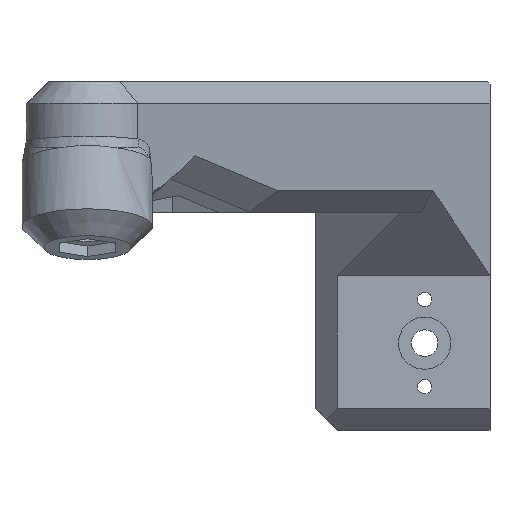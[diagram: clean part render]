
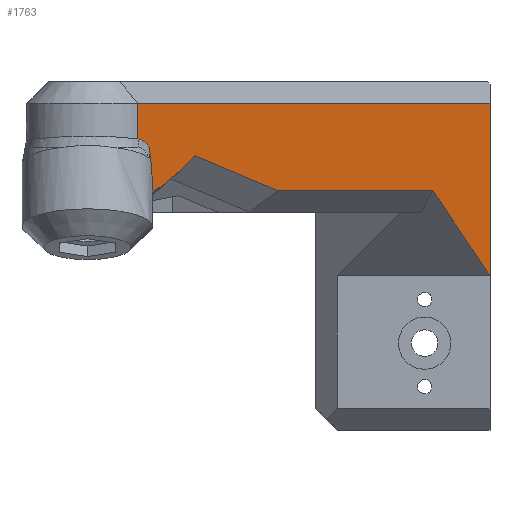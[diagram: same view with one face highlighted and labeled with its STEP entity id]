
A CAD part, left-side view. The second image highlights one B-rep face of the part: STEP entity #1763.
In plain terms, the highlighted planar face has unit normal (-0.558, -0.83, 0).
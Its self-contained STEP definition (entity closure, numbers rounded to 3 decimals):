
#29=(
BOUNDED_CURVE()
B_SPLINE_CURVE(2,(#2800,#2801,#2802),.UNSPECIFIED.,.F.,.F.)
B_SPLINE_CURVE_WITH_KNOTS((3,3),(2.283,4.297),
 .UNSPECIFIED.)
CURVE()
GEOMETRIC_REPRESENTATION_ITEM()
RATIONAL_B_SPLINE_CURVE((2.092,2.477,2.693))
REPRESENTATION_ITEM('')
);
#30=(
BOUNDED_CURVE()
B_SPLINE_CURVE(2,(#2803,#2804,#2805),.UNSPECIFIED.,.F.,.F.)
B_SPLINE_CURVE_WITH_KNOTS((3,3),(-2.283,-1.591),
 .UNSPECIFIED.)
CURVE()
GEOMETRIC_REPRESENTATION_ITEM()
RATIONAL_B_SPLINE_CURVE((2.092,1.959,1.807))
REPRESENTATION_ITEM('')
);
#36=ELLIPSE('',#1883,98.476,15.);
#51=B_SPLINE_CURVE_WITH_KNOTS('',3,(#2720,#2721,#2722,#2723,#2724),
 .UNSPECIFIED.,.F.,.F.,(4,1,4),(-0.51,-0.288,0.),
 .UNSPECIFIED.);
#134=FACE_OUTER_BOUND('',#226,.T.);
#226=EDGE_LOOP('',(#1243,#1244,#1245,#1246,#1247,#1248,#1249,#1250,#1251,
#1252));
#351=LINE('',#2782,#550);
#356=LINE('',#2794,#555);
#358=LINE('',#2807,#557);
#359=LINE('',#2809,#558);
#360=LINE('',#2811,#559);
#361=LINE('',#2812,#560);
#550=VECTOR('',#2068,10.);
#555=VECTOR('',#2077,10.);
#557=VECTOR('',#2083,10.);
#558=VECTOR('',#2084,10.);
#559=VECTOR('',#2085,10.);
#560=VECTOR('',#2086,10.);
#740=VERTEX_POINT('',#2663);
#742=VERTEX_POINT('',#2705);
#759=VERTEX_POINT('',#2780);
#760=VERTEX_POINT('',#2781);
#765=VERTEX_POINT('',#2792);
#766=VERTEX_POINT('',#2797);
#767=VERTEX_POINT('',#2799);
#768=VERTEX_POINT('',#2806);
#769=VERTEX_POINT('',#2808);
#770=VERTEX_POINT('',#2810);
#924=EDGE_CURVE('',#742,#740,#51,.T.);
#948=EDGE_CURVE('',#759,#760,#351,.T.);
#954=EDGE_CURVE('',#765,#759,#356,.T.);
#956=EDGE_CURVE('',#766,#742,#36,.T.);
#957=EDGE_CURVE('',#766,#767,#29,.F.);
#958=EDGE_CURVE('',#767,#760,#30,.T.);
#959=EDGE_CURVE('',#768,#765,#358,.T.);
#960=EDGE_CURVE('',#768,#769,#359,.T.);
#961=EDGE_CURVE('',#770,#769,#360,.T.);
#962=EDGE_CURVE('',#770,#740,#361,.T.);
#1243=ORIENTED_EDGE('',*,*,#956,.F.);
#1244=ORIENTED_EDGE('',*,*,#957,.T.);
#1245=ORIENTED_EDGE('',*,*,#958,.T.);
#1246=ORIENTED_EDGE('',*,*,#948,.F.);
#1247=ORIENTED_EDGE('',*,*,#954,.F.);
#1248=ORIENTED_EDGE('',*,*,#959,.F.);
#1249=ORIENTED_EDGE('',*,*,#960,.T.);
#1250=ORIENTED_EDGE('',*,*,#961,.F.);
#1251=ORIENTED_EDGE('',*,*,#962,.T.);
#1252=ORIENTED_EDGE('',*,*,#924,.F.);
#1686=PLANE('',#1882);
#1763=ADVANCED_FACE('',(#134),#1686,.T.);
#1882=AXIS2_PLACEMENT_3D('',#2796,#2079,#2080);
#1883=AXIS2_PLACEMENT_3D('',#2798,#2081,#2082);
#2068=DIRECTION('',(-0.808,0.543,0.229));
#2077=DIRECTION('',(-0.83,0.558,0.));
#2079=DIRECTION('center_axis',(-0.558,-0.83,0.));
#2080=DIRECTION('ref_axis',(-0.83,0.558,0.));
#2081=DIRECTION('center_axis',(-0.558,-0.83,0.));
#2082=DIRECTION('ref_axis',(0.19,-0.128,0.973));
#2083=DIRECTION('',(-0.639,0.429,0.639));
#2084=DIRECTION('',(0.,0.,1.));
#2085=DIRECTION('',(0.83,-0.558,0.));
#2086=DIRECTION('',(0.,0.,-1.));
#2663=CARTESIAN_POINT('',(-128.192,50.785,66.856));
#2705=CARTESIAN_POINT('',(-124.366,48.214,64.915));
#2720=CARTESIAN_POINT('Ctrl Pts',(-124.366,48.214,64.915));
#2721=CARTESIAN_POINT('Ctrl Pts',(-124.831,48.526,65.402));
#2722=CARTESIAN_POINT('Ctrl Pts',(-125.997,49.31,66.375));
#2723=CARTESIAN_POINT('Ctrl Pts',(-127.395,50.25,66.814));
#2724=CARTESIAN_POINT('Ctrl Pts',(-128.192,50.785,66.856));
#2780=CARTESIAN_POINT('',(-80.614,18.806,55.));
#2781=CARTESIAN_POINT('',(-108.711,37.692,62.975));
#2782=CARTESIAN_POINT('',(-68.259,10.502,51.493));
#2792=CARTESIAN_POINT('',(-27.5,-16.893,55.));
#2794=CARTESIAN_POINT('',(-35.536,-11.492,55.));
#2796=CARTESIAN_POINT('Origin',(-8.,-30.,80.));
#2797=CARTESIAN_POINT('',(-123.207,47.435,54.676));
#2798=CARTESIAN_POINT('Origin',(-145.479,62.405,-27.267));
#2799=CARTESIAN_POINT('',(-114.183,41.37,59.392));
#2800=CARTESIAN_POINT('Ctrl Pts',(-114.183,41.37,59.392));
#2801=CARTESIAN_POINT('Ctrl Pts',(-119.76,45.118,55.906));
#2802=CARTESIAN_POINT('Ctrl Pts',(-123.207,47.435,54.676));
#2803=CARTESIAN_POINT('Ctrl Pts',(-114.183,41.37,59.392));
#2804=CARTESIAN_POINT('Ctrl Pts',(-111.76,39.741,60.906));
#2805=CARTESIAN_POINT('Ctrl Pts',(-108.711,37.692,62.975));
#2806=CARTESIAN_POINT('',(-8.,-30.,35.5));
#2807=CARTESIAN_POINT('',(-26.42,-17.619,53.92));
#2808=CARTESIAN_POINT('',(-8.,-30.,75.));
#2809=CARTESIAN_POINT('',(-8.,-30.,0.));
#2810=CARTESIAN_POINT('',(-128.192,50.785,75.));
#2811=CARTESIAN_POINT('',(-6.086,-31.286,75.));
#2812=CARTESIAN_POINT('',(-128.192,50.785,80.));
